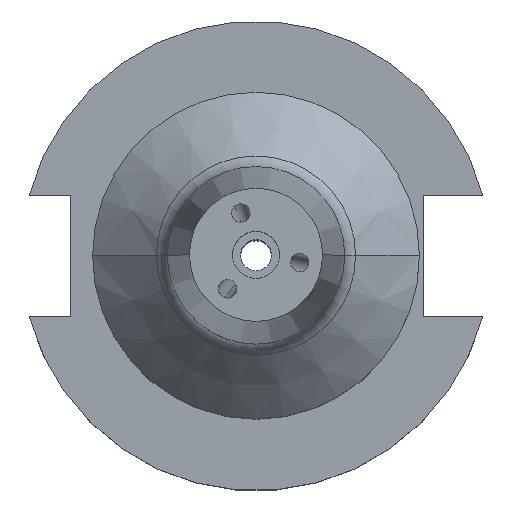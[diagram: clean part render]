
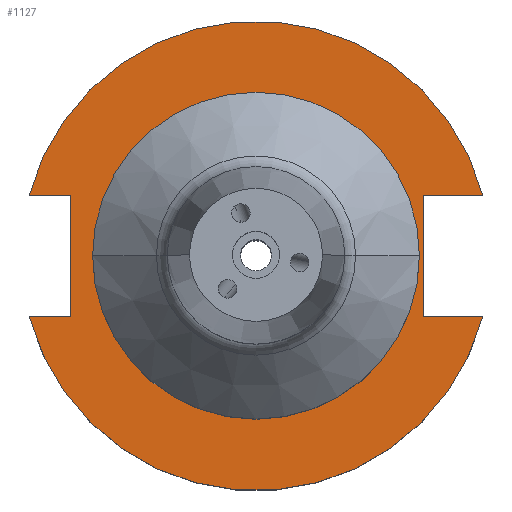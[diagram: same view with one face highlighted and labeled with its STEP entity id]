
A CAD part, top view. The second image highlights one B-rep face of the part: STEP entity #1127.
In plain terms, the highlighted planar face has unit normal (0, 0, 1).
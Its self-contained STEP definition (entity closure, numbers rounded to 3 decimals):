
#9 = ORIENTED_EDGE ( 'NONE', *, *, #190, .F. ) ;
#29 = CIRCLE ( 'NONE', #2288, 22.1 ) ;
#52 = EDGE_CURVE ( 'NONE', #1230, #2302, #684, .T. ) ;
#72 = EDGE_CURVE ( 'NONE', #2011, #1230, #205, .T. ) ;
#80 = AXIS2_PLACEMENT_3D ( 'NONE', #1105, #1122, #1149 ) ;
#138 = EDGE_CURVE ( 'NONE', #1103, #1445, #2158, .T. ) ;
#151 = VERTEX_POINT ( 'NONE', #1244 ) ;
#190 = EDGE_CURVE ( 'NONE', #2392, #151, #29, .T. ) ;
#205 = CIRCLE ( 'NONE', #1504, 31.75 ) ;
#206 = LINE ( 'NONE', #1235, #2268 ) ;
#230 = LINE ( 'NONE', #580, #2233 ) ;
#288 = ORIENTED_EDGE ( 'NONE', *, *, #52, .T. ) ;
#305 = ORIENTED_EDGE ( 'NONE', *, *, #361, .F. ) ;
#313 = ORIENTED_EDGE ( 'NONE', *, *, #72, .T. ) ;
#351 = FACE_BOUND ( 'NONE', #1065, .T. ) ;
#361 = EDGE_CURVE ( 'NONE', #151, #2392, #1856, .T. ) ;
#456 = CARTESIAN_POINT ( 'NONE',  ( 0., 0., 19.05 ) ) ;
#467 = DIRECTION ( 'NONE',  ( -1., 0., 0. ) ) ;
#468 = DIRECTION ( 'NONE',  ( 0., 0., 1. ) ) ;
#474 = DIRECTION ( 'NONE',  ( 1., 0., 0. ) ) ;
#478 = CARTESIAN_POINT ( 'NONE',  ( -22.1, 0., 19.05 ) ) ;
#501 = CARTESIAN_POINT ( 'NONE',  ( -30.675, -8.191, 19.05 ) ) ;
#514 = PLANE ( 'NONE',  #2389 ) ;
#517 = VECTOR ( 'NONE', #467, 1000. ) ;
#518 = ORIENTED_EDGE ( 'NONE', *, *, #940, .T. ) ;
#530 = VERTEX_POINT ( 'NONE', #2112 ) ;
#533 = DIRECTION ( 'NONE',  ( 0., 1., 0. ) ) ;
#580 = CARTESIAN_POINT ( 'NONE',  ( 22.606, 22.1, 19.05 ) ) ;
#589 = CARTESIAN_POINT ( 'NONE',  ( 0., 22.1, 19.05 ) ) ;
#592 = VERTEX_POINT ( 'NONE', #2267 ) ;
#621 = CARTESIAN_POINT ( 'NONE',  ( 0., 8.191, 19.05 ) ) ;
#629 = LINE ( 'NONE', #1897, #2159 ) ;
#642 = AXIS2_PLACEMENT_3D ( 'NONE', #456, #468, #474 ) ;
#684 = LINE ( 'NONE', #1766, #2206 ) ;
#695 = DIRECTION ( 'NONE',  ( 0., 0., -1. ) ) ;
#707 = DIRECTION ( 'NONE',  ( -1., 0., 0. ) ) ;
#827 = CIRCLE ( 'NONE', #80, 31.75 ) ;
#867 = CARTESIAN_POINT ( 'NONE',  ( -25.091, 8.191, 19.05 ) ) ;
#940 = EDGE_CURVE ( 'NONE', #1103, #530, #827, .T. ) ;
#1003 = CARTESIAN_POINT ( 'NONE',  ( 0., 0., 19.05 ) ) ;
#1019 = DIRECTION ( 'NONE',  ( 0., 0., 1. ) ) ;
#1027 = DIRECTION ( 'NONE',  ( 1., 0., 0. ) ) ;
#1032 = DIRECTION ( 'NONE',  ( 1., 0., 0. ) ) ;
#1065 = EDGE_LOOP ( 'NONE', ( #305, #9 ) ) ;
#1103 = VERTEX_POINT ( 'NONE', #501 ) ;
#1105 = CARTESIAN_POINT ( 'NONE',  ( 0., 0., 19.05 ) ) ;
#1122 = DIRECTION ( 'NONE',  ( 0., 0., 1. ) ) ;
#1127 = ADVANCED_FACE ( 'NONE', ( #351, #1861 ), #514, .F. ) ;
#1148 = EDGE_LOOP ( 'NONE', ( #2503, #1624, #518, #2405, #1360, #2482, #313, #288 ) ) ;
#1149 = DIRECTION ( 'NONE',  ( 1., 0., 0. ) ) ;
#1162 = CARTESIAN_POINT ( 'NONE',  ( -61.091, -8.191, 19.05 ) ) ;
#1230 = VERTEX_POINT ( 'NONE', #1628 ) ;
#1235 = CARTESIAN_POINT ( 'NONE',  ( 0., -8.191, 19.05 ) ) ;
#1244 = CARTESIAN_POINT ( 'NONE',  ( 22.1, 0., 19.05 ) ) ;
#1262 = DIRECTION ( 'NONE',  ( 1., 0., 0. ) ) ;
#1266 = CARTESIAN_POINT ( 'NONE',  ( -25.091, -8.191, 19.05 ) ) ;
#1281 = DIRECTION ( 'NONE',  ( 1., 0., 0. ) ) ;
#1332 = EDGE_CURVE ( 'NONE', #1593, #530, #206, .T. ) ;
#1348 = EDGE_CURVE ( 'NONE', #2302, #1445, #629, .T. ) ;
#1360 = ORIENTED_EDGE ( 'NONE', *, *, #2378, .T. ) ;
#1410 = EDGE_CURVE ( 'NONE', #2011, #592, #2093, .T. ) ;
#1445 = VERTEX_POINT ( 'NONE', #1266 ) ;
#1504 = AXIS2_PLACEMENT_3D ( 'NONE', #1003, #1019, #1032 ) ;
#1580 = VECTOR ( 'NONE', #1262, 1000. ) ;
#1593 = VERTEX_POINT ( 'NONE', #2364 ) ;
#1624 = ORIENTED_EDGE ( 'NONE', *, *, #138, .F. ) ;
#1628 = CARTESIAN_POINT ( 'NONE',  ( -30.675, 8.191, 19.05 ) ) ;
#1766 = CARTESIAN_POINT ( 'NONE',  ( -61.091, 8.191, 19.05 ) ) ;
#1827 = DIRECTION ( 'NONE',  ( 1., 0., 0. ) ) ;
#1856 = CIRCLE ( 'NONE', #642, 22.1 ) ;
#1861 = FACE_OUTER_BOUND ( 'NONE', #1148, .T. ) ;
#1897 = CARTESIAN_POINT ( 'NONE',  ( -25.091, 8.191, 19.05 ) ) ;
#1914 = DIRECTION ( 'NONE',  ( 0., 0., 1. ) ) ;
#1940 = DIRECTION ( 'NONE',  ( 0., -1., 0. ) ) ;
#1988 = CARTESIAN_POINT ( 'NONE',  ( 0., 0., 19.05 ) ) ;
#2011 = VERTEX_POINT ( 'NONE', #2142 ) ;
#2093 = LINE ( 'NONE', #621, #517 ) ;
#2112 = CARTESIAN_POINT ( 'NONE',  ( 30.675, -8.191, 19.05 ) ) ;
#2142 = CARTESIAN_POINT ( 'NONE',  ( 30.675, 8.191, 19.05 ) ) ;
#2158 = LINE ( 'NONE', #1162, #1580 ) ;
#2159 = VECTOR ( 'NONE', #1940, 1000. ) ;
#2206 = VECTOR ( 'NONE', #1827, 1000. ) ;
#2233 = VECTOR ( 'NONE', #533, 1000. ) ;
#2267 = CARTESIAN_POINT ( 'NONE',  ( 22.606, 8.191, 19.05 ) ) ;
#2268 = VECTOR ( 'NONE', #1281, 1000. ) ;
#2288 = AXIS2_PLACEMENT_3D ( 'NONE', #1988, #1914, #1027 ) ;
#2302 = VERTEX_POINT ( 'NONE', #867 ) ;
#2364 = CARTESIAN_POINT ( 'NONE',  ( 22.606, -8.191, 19.05 ) ) ;
#2378 = EDGE_CURVE ( 'NONE', #1593, #592, #230, .T. ) ;
#2389 = AXIS2_PLACEMENT_3D ( 'NONE', #589, #695, #707 ) ;
#2392 = VERTEX_POINT ( 'NONE', #478 ) ;
#2405 = ORIENTED_EDGE ( 'NONE', *, *, #1332, .F. ) ;
#2482 = ORIENTED_EDGE ( 'NONE', *, *, #1410, .F. ) ;
#2503 = ORIENTED_EDGE ( 'NONE', *, *, #1348, .T. ) ;
